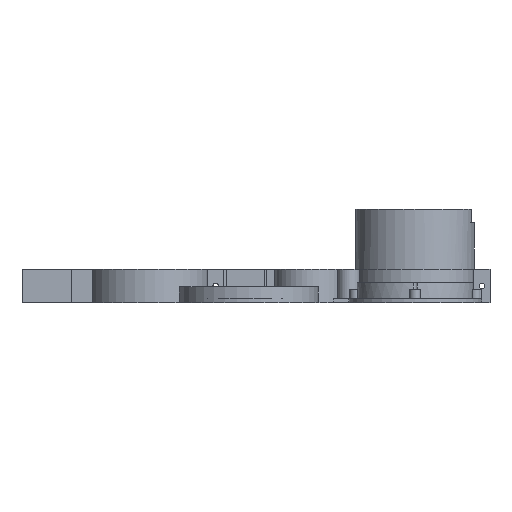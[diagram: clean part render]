
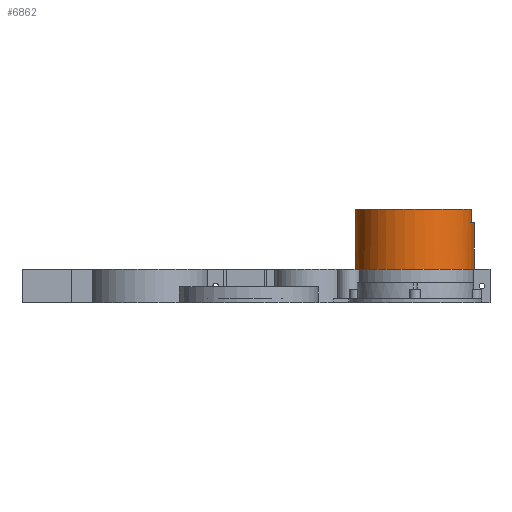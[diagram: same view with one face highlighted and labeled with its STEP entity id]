
A CAD part, left-side view. The second image highlights one B-rep face of the part: STEP entity #6862.
In plain terms, the highlighted cylindrical face has radius 44.575 mm (diameter 89.15 mm), a full revolution.
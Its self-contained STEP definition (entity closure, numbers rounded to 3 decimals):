
#392=FACE_BOUND('',#1366,.T.);
#834=FACE_OUTER_BOUND('',#1365,.T.);
#1365=EDGE_LOOP('',(#5790,#5791,#5792,#5793,#5794,#5795,#5796,#5797,#5798,
#5799,#5800,#5801,#5802,#5803,#5804,#5805));
#1366=EDGE_LOOP('',(#5806,#5807,#5808,#5809));
#1780=LINE('',#12540,#2310);
#1785=LINE('',#12554,#2315);
#1804=LINE('',#12617,#2334);
#1821=LINE('',#12655,#2351);
#1823=LINE('',#12661,#2353);
#1826=LINE('',#12672,#2356);
#1827=LINE('',#12675,#2357);
#1828=LINE('',#12678,#2358);
#1829=LINE('',#12680,#2359);
#2310=VECTOR('',#9076,10.);
#2315=VECTOR('',#9089,10.);
#2334=VECTOR('',#9156,10.);
#2351=VECTOR('',#9187,10.);
#2353=VECTOR('',#9191,10.);
#2356=VECTOR('',#9204,44.575);
#2357=VECTOR('',#9207,10.);
#2358=VECTOR('',#9210,10.);
#2359=VECTOR('',#9211,10.);
#2828=CIRCLE('',#7604,44.575);
#2830=CIRCLE('',#7608,44.575);
#2840=CIRCLE('',#7632,44.575);
#2841=CIRCLE('',#7633,44.575);
#2843=CIRCLE('',#7641,44.575);
#2844=CIRCLE('',#7643,44.575);
#2845=CIRCLE('',#7644,44.575);
#2846=CIRCLE('',#7645,44.575);
#2847=CIRCLE('',#7646,44.575);
#2848=CIRCLE('',#7647,44.575);
#3290=VERTEX_POINT('',#12538);
#3291=VERTEX_POINT('',#12539);
#3294=VERTEX_POINT('',#12547);
#3296=VERTEX_POINT('',#12553);
#3314=VERTEX_POINT('',#12613);
#3316=VERTEX_POINT('',#12616);
#3319=VERTEX_POINT('',#12623);
#3321=VERTEX_POINT('',#12628);
#3322=VERTEX_POINT('',#12630);
#3328=VERTEX_POINT('',#12649);
#3330=VERTEX_POINT('',#12653);
#3332=VERTEX_POINT('',#12658);
#3333=VERTEX_POINT('',#12660);
#3335=VERTEX_POINT('',#12669);
#3336=VERTEX_POINT('',#12671);
#3337=VERTEX_POINT('',#12674);
#3338=VERTEX_POINT('',#12676);
#3339=VERTEX_POINT('',#12679);
#4133=EDGE_CURVE('',#3290,#3291,#1780,.T.);
#4137=EDGE_CURVE('',#3291,#3294,#2828,.T.);
#4140=EDGE_CURVE('',#3294,#3296,#1785,.T.);
#4143=EDGE_CURVE('',#3296,#3290,#2830,.T.);
#4169=EDGE_CURVE('',#3316,#3314,#1804,.T.);
#4173=EDGE_CURVE('',#3314,#3319,#2840,.T.);
#4176=EDGE_CURVE('',#3322,#3321,#2841,.T.);
#4188=EDGE_CURVE('',#3328,#3330,#1821,.T.);
#4190=EDGE_CURVE('',#3333,#3332,#1823,.T.);
#4194=EDGE_CURVE('',#3332,#3328,#2843,.T.);
#4195=EDGE_CURVE('',#3335,#3330,#2844,.T.);
#4196=EDGE_CURVE('',#3335,#3336,#1826,.T.);
#4197=EDGE_CURVE('',#3336,#3316,#2845,.T.);
#4198=EDGE_CURVE('',#3319,#3337,#1827,.T.);
#4199=EDGE_CURVE('',#3338,#3337,#2846,.T.);
#4200=EDGE_CURVE('',#3338,#3322,#1828,.T.);
#4201=EDGE_CURVE('',#3321,#3339,#1829,.T.);
#4202=EDGE_CURVE('',#3339,#3336,#2847,.T.);
#4203=EDGE_CURVE('',#3333,#3335,#2848,.T.);
#5790=ORIENTED_EDGE('',*,*,#4190,.T.);
#5791=ORIENTED_EDGE('',*,*,#4194,.T.);
#5792=ORIENTED_EDGE('',*,*,#4188,.T.);
#5793=ORIENTED_EDGE('',*,*,#4195,.F.);
#5794=ORIENTED_EDGE('',*,*,#4196,.T.);
#5795=ORIENTED_EDGE('',*,*,#4197,.T.);
#5796=ORIENTED_EDGE('',*,*,#4169,.T.);
#5797=ORIENTED_EDGE('',*,*,#4173,.T.);
#5798=ORIENTED_EDGE('',*,*,#4198,.T.);
#5799=ORIENTED_EDGE('',*,*,#4199,.F.);
#5800=ORIENTED_EDGE('',*,*,#4200,.T.);
#5801=ORIENTED_EDGE('',*,*,#4176,.T.);
#5802=ORIENTED_EDGE('',*,*,#4201,.T.);
#5803=ORIENTED_EDGE('',*,*,#4202,.T.);
#5804=ORIENTED_EDGE('',*,*,#4196,.F.);
#5805=ORIENTED_EDGE('',*,*,#4203,.F.);
#5806=ORIENTED_EDGE('',*,*,#4140,.T.);
#5807=ORIENTED_EDGE('',*,*,#4143,.T.);
#5808=ORIENTED_EDGE('',*,*,#4133,.T.);
#5809=ORIENTED_EDGE('',*,*,#4137,.T.);
#6576=CYLINDRICAL_SURFACE('',#7642,44.575);
#6862=ADVANCED_FACE('',(#834,#392),#6576,.T.);
#7604=AXIS2_PLACEMENT_3D('',#12548,#9082,#9083);
#7608=AXIS2_PLACEMENT_3D('',#12559,#9094,#9095);
#7632=AXIS2_PLACEMENT_3D('',#12625,#9162,#9163);
#7633=AXIS2_PLACEMENT_3D('',#12631,#9166,#9167);
#7641=AXIS2_PLACEMENT_3D('',#12667,#9198,#9199);
#7642=AXIS2_PLACEMENT_3D('',#12668,#9200,#9201);
#7643=AXIS2_PLACEMENT_3D('',#12670,#9202,#9203);
#7644=AXIS2_PLACEMENT_3D('',#12673,#9205,#9206);
#7645=AXIS2_PLACEMENT_3D('',#12677,#9208,#9209);
#7646=AXIS2_PLACEMENT_3D('',#12681,#9212,#9213);
#7647=AXIS2_PLACEMENT_3D('',#12682,#9214,#9215);
#9076=DIRECTION('',(0.,0.,-1.));
#9082=DIRECTION('center_axis',(0.,0.,-1.));
#9083=DIRECTION('ref_axis',(1.,0.,0.));
#9089=DIRECTION('',(0.,0.,1.));
#9094=DIRECTION('center_axis',(0.,0.,1.));
#9095=DIRECTION('ref_axis',(1.,0.,0.));
#9156=DIRECTION('',(0.,0.,1.));
#9162=DIRECTION('center_axis',(0.,0.,1.));
#9163=DIRECTION('ref_axis',(1.,0.,0.));
#9166=DIRECTION('center_axis',(0.,0.,1.));
#9167=DIRECTION('ref_axis',(1.,0.,0.));
#9187=DIRECTION('',(0.,0.,1.));
#9191=DIRECTION('',(0.,0.,-1.));
#9198=DIRECTION('center_axis',(0.,0.,-1.));
#9199=DIRECTION('ref_axis',(1.,0.,0.));
#9200=DIRECTION('center_axis',(0.,0.,1.));
#9201=DIRECTION('ref_axis',(1.,0.,0.));
#9202=DIRECTION('center_axis',(0.,0.,1.));
#9203=DIRECTION('ref_axis',(1.,0.,0.));
#9204=DIRECTION('',(0.,0.,-1.));
#9205=DIRECTION('center_axis',(0.,0.,1.));
#9206=DIRECTION('ref_axis',(1.,0.,0.));
#9207=DIRECTION('',(0.,0.,-1.));
#9208=DIRECTION('center_axis',(0.,0.,-1.));
#9209=DIRECTION('ref_axis',(1.,0.,0.));
#9210=DIRECTION('',(0.,0.,1.));
#9211=DIRECTION('',(0.,0.,-1.));
#9212=DIRECTION('center_axis',(0.,0.,1.));
#9213=DIRECTION('ref_axis',(1.,0.,0.));
#9214=DIRECTION('center_axis',(0.,0.,1.));
#9215=DIRECTION('ref_axis',(1.,0.,0.));
#12538=CARTESIAN_POINT('',(496.,94.395,15.6));
#12539=CARTESIAN_POINT('',(496.,94.395,11.6));
#12540=CARTESIAN_POINT('',(496.,94.395,0.));
#12547=CARTESIAN_POINT('',(504.,94.395,11.6));
#12548=CARTESIAN_POINT('Origin',(500.,50.,11.6));
#12553=CARTESIAN_POINT('',(504.,94.395,15.6));
#12554=CARTESIAN_POINT('',(504.,94.395,0.));
#12559=CARTESIAN_POINT('Origin',(500.,50.,15.6));
#12613=CARTESIAN_POINT('',(516.,91.604,25.));
#12616=CARTESIAN_POINT('',(516.,91.604,0.));
#12617=CARTESIAN_POINT('',(516.,91.604,0.));
#12623=CARTESIAN_POINT('',(514.,92.319,25.));
#12625=CARTESIAN_POINT('Origin',(500.,50.,25.));
#12628=CARTESIAN_POINT('',(484.,91.604,25.));
#12630=CARTESIAN_POINT('',(486.,92.319,25.));
#12631=CARTESIAN_POINT('Origin',(500.,50.,25.));
#12649=CARTESIAN_POINT('',(486.,7.681,60.));
#12653=CARTESIAN_POINT('',(486.,7.681,70.));
#12655=CARTESIAN_POINT('',(486.,7.681,0.));
#12658=CARTESIAN_POINT('',(514.,7.681,60.));
#12660=CARTESIAN_POINT('',(514.,7.681,70.));
#12661=CARTESIAN_POINT('',(514.,7.681,0.));
#12667=CARTESIAN_POINT('Origin',(500.,50.,60.));
#12668=CARTESIAN_POINT('Origin',(500.,50.,0.));
#12669=CARTESIAN_POINT('',(455.425,50.,70.));
#12670=CARTESIAN_POINT('Origin',(500.,50.,70.));
#12671=CARTESIAN_POINT('',(455.425,50.,0.));
#12672=CARTESIAN_POINT('',(455.425,50.,0.));
#12673=CARTESIAN_POINT('Origin',(500.,50.,0.));
#12674=CARTESIAN_POINT('',(514.,92.319,2.));
#12675=CARTESIAN_POINT('',(514.,92.319,0.));
#12676=CARTESIAN_POINT('',(486.,92.319,2.));
#12677=CARTESIAN_POINT('Origin',(500.,50.,2.));
#12678=CARTESIAN_POINT('',(486.,92.319,0.));
#12679=CARTESIAN_POINT('',(484.,91.604,0.));
#12680=CARTESIAN_POINT('',(484.,91.604,0.));
#12681=CARTESIAN_POINT('Origin',(500.,50.,0.));
#12682=CARTESIAN_POINT('Origin',(500.,50.,70.));
